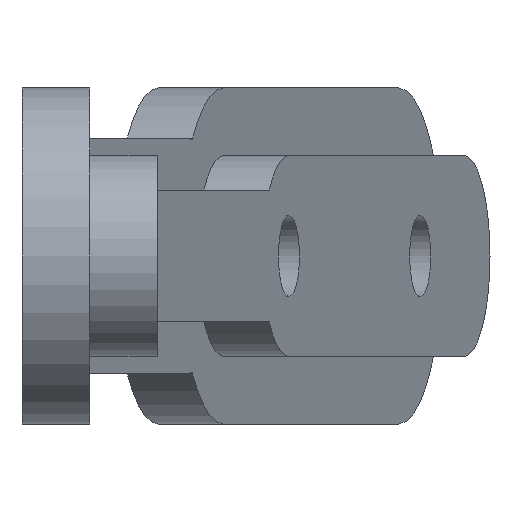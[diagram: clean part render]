
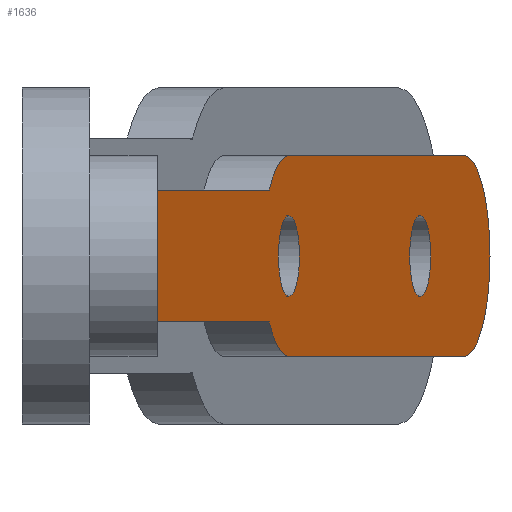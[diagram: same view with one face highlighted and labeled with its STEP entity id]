
A CAD part, left-side view. The second image highlights one B-rep face of the part: STEP entity #1636.
In plain terms, the highlighted planar face has unit normal (-0.259, -0.966, 0).
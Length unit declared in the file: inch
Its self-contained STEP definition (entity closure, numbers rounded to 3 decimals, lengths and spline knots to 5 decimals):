
#53=CIRCLE($,#1743,0.1485);
#54=CIRCLE($,#1745,0.06);
#55=CIRCLE($,#1747,0.06);
#59=CIRCLE($,#1757,0.1485);
#60=CIRCLE($,#1760,0.1485);
#81=FACE_BOUND($,#271,.T.);
#82=FACE_BOUND($,#272,.T.);
#166=FACE_OUTER_BOUND($,#270,.T.);
#270=EDGE_LOOP($,(#1463,#1464,#1465,#1466,#1467,#1468,#1469,#1470));
#271=EDGE_LOOP($,(#1471));
#272=EDGE_LOOP($,(#1472));
#412=LINE($,#2506,#604);
#449=LINE($,#2607,#641);
#450=LINE($,#2610,#642);
#460=LINE($,#2647,#652);
#464=LINE($,#2655,#656);
#604=VECTOR($,#2023,0.195);
#641=VECTOR($,#2140,0.64023);
#642=VECTOR($,#2143,0.64023);
#652=VECTOR($,#2183,1.);
#656=VECTOR($,#2193,1.);
#761=VERTEX_POINT($,#2504);
#762=VERTEX_POINT($,#2505);
#786=VERTEX_POINT($,#2605);
#787=VERTEX_POINT($,#2609);
#790=VERTEX_POINT($,#2617);
#791=VERTEX_POINT($,#2621);
#792=VERTEX_POINT($,#2624);
#798=VERTEX_POINT($,#2645);
#799=VERTEX_POINT($,#2646);
#800=VERTEX_POINT($,#2651);
#952=EDGE_CURVE($,#761,#762,#412,.T.);
#1000=EDGE_CURVE($,#761,#786,#449,.T.);
#1001=EDGE_CURVE($,#787,#762,#450,.T.);
#1006=EDGE_CURVE($,#786,#790,#53,.T.);
#1007=EDGE_CURVE($,#791,#791,#54,.T.);
#1008=EDGE_CURVE($,#792,#792,#55,.T.);
#1018=EDGE_CURVE($,#798,#799,#460,.T.);
#1021=EDGE_CURVE($,#800,#798,#59,.T.);
#1023=EDGE_CURVE($,#790,#800,#464,.T.);
#1024=EDGE_CURVE($,#799,#787,#60,.T.);
#1463=ORIENTED_EDGE($,*,*,#1000,.T.);
#1464=ORIENTED_EDGE($,*,*,#1006,.T.);
#1465=ORIENTED_EDGE($,*,*,#1023,.T.);
#1466=ORIENTED_EDGE($,*,*,#1021,.T.);
#1467=ORIENTED_EDGE($,*,*,#1018,.T.);
#1468=ORIENTED_EDGE($,*,*,#1024,.T.);
#1469=ORIENTED_EDGE($,*,*,#1001,.T.);
#1470=ORIENTED_EDGE($,*,*,#952,.F.);
#1471=ORIENTED_EDGE($,*,*,#1007,.T.);
#1472=ORIENTED_EDGE($,*,*,#1008,.T.);
#1546=PLANE($,#1761);
#1636=ADVANCED_FACE($,(#166,#81,#82),#1546,.F.);
#1743=AXIS2_PLACEMENT_3D($,#2619,#2151,#2152);
#1745=AXIS2_PLACEMENT_3D($,#2622,#2155,#2156);
#1747=AXIS2_PLACEMENT_3D($,#2625,#2159,#2160);
#1757=AXIS2_PLACEMENT_3D($,#2652,#2188,#2189);
#1760=AXIS2_PLACEMENT_3D($,#2657,#2196,#2197);
#1761=AXIS2_PLACEMENT_3D($,#2658,#2198,#2199);
#2023=DIRECTION($,(0.,0.,1.));
#2140=DIRECTION($,(0.966,-0.259,0.));
#2143=DIRECTION($,(-0.966,0.259,0.));
#2151=DIRECTION('center_axis',(-0.259,-0.966,0.));
#2152=DIRECTION('ref_axis',(0.,0.,1.));
#2155=DIRECTION('center_axis',(0.259,0.966,0.));
#2156=DIRECTION('ref_axis',(0.966,-0.259,0.));
#2159=DIRECTION('center_axis',(0.259,0.966,0.));
#2160=DIRECTION('ref_axis',(0.966,-0.259,0.));
#2183=DIRECTION($,(-0.966,0.259,0.));
#2188=DIRECTION('center_axis',(-0.259,-0.966,0.));
#2189=DIRECTION('ref_axis',(0.,0.,-1.));
#2193=DIRECTION($,(0.966,-0.259,0.));
#2196=DIRECTION('center_axis',(-0.259,-0.966,0.));
#2197=DIRECTION('ref_axis',(0.,0.,1.));
#2198=DIRECTION('center_axis',(0.259,0.966,0.));
#2199=DIRECTION('ref_axis',(0.,0.,-1.));
#2504=CARTESIAN_POINT('',(0.75224,0.,-0.0975));
#2505=CARTESIAN_POINT('',(0.75224,0.,0.0975));
#2506=CARTESIAN_POINT($,(0.75224,0.,0.04875));
#2605=CARTESIAN_POINT('',(1.37066,-0.1657,-0.0975));
#2607=CARTESIAN_POINT($,(1.3377,-0.15687,-0.0975));
#2609=CARTESIAN_POINT('',(1.37066,-0.1657,0.0975));
#2610=CARTESIAN_POINT($,(1.28141,-0.14179,0.0975));
#2617=CARTESIAN_POINT('',(1.47885,-0.19469,-0.1485));
#2619=CARTESIAN_POINT('Origin',(1.47885,-0.19469,0.));
#2621=CARTESIAN_POINT('',(2.14534,-0.37328,0.));
#2622=CARTESIAN_POINT('Origin',(2.2033,-0.38881,0.));
#2624=CARTESIAN_POINT('',(1.4209,-0.17917,0.));
#2625=CARTESIAN_POINT('Origin',(1.47885,-0.19469,0.));
#2645=CARTESIAN_POINT('',(2.44478,-0.45351,0.1485));
#2646=CARTESIAN_POINT('',(1.47885,-0.19469,0.1485));
#2647=CARTESIAN_POINT($,(2.44478,-0.45351,0.1485));
#2651=CARTESIAN_POINT('',(2.44478,-0.45351,-0.1485));
#2652=CARTESIAN_POINT('Origin',(2.44478,-0.45351,0.));
#2655=CARTESIAN_POINT($,(1.47885,-0.19469,-0.1485));
#2657=CARTESIAN_POINT('Origin',(1.47885,-0.19469,0.));
#2658=CARTESIAN_POINT('Origin',(1.96182,-0.3241,0.));
